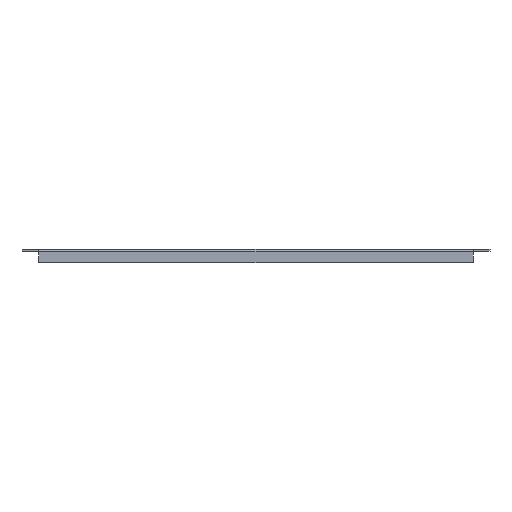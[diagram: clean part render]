
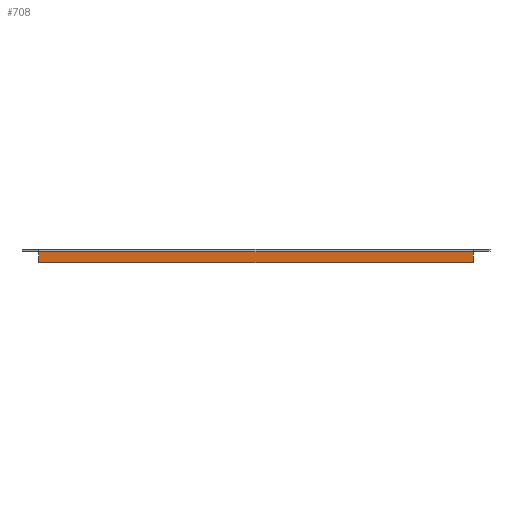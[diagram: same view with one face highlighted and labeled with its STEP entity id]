
A CAD part, front view. The second image highlights one B-rep face of the part: STEP entity #708.
In plain terms, the highlighted planar face has unit normal (0, -1, 0).
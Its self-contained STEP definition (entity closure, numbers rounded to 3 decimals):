
#22 = CARTESIAN_POINT ( 'NONE',  ( 26., -229.5, -20. ) ) ;
#33 = CARTESIAN_POINT ( 'NONE',  ( 691.5, -229.5, -20. ) ) ;
#106 = DIRECTION ( 'NONE',  ( -1., 0., 0. ) ) ;
#111 = EDGE_LOOP ( 'NONE', ( #244, #922, #1077, #1314 ) ) ;
#134 = VERTEX_POINT ( 'NONE', #730 ) ;
#244 = ORIENTED_EDGE ( 'NONE', *, *, #1455, .F. ) ;
#368 = PLANE ( 'NONE',  #628 ) ;
#513 = EDGE_CURVE ( 'NONE', #134, #1151, #1642, .T. ) ;
#530 = CARTESIAN_POINT ( 'NONE',  ( 26., -229.5, -2.5 ) ) ;
#564 = LINE ( 'NONE', #583, #1696 ) ;
#583 = CARTESIAN_POINT ( 'NONE',  ( 691.5, -229.5, -20. ) ) ;
#628 = AXIS2_PLACEMENT_3D ( 'NONE', #1487, #1057, #641 ) ;
#631 = CARTESIAN_POINT ( 'NONE',  ( 26., -229.5, -3.5 ) ) ;
#641 = DIRECTION ( 'NONE',  ( 0., 0., -1. ) ) ;
#708 = ADVANCED_FACE ( 'NONE', ( #1596 ), #368, .T. ) ;
#730 = CARTESIAN_POINT ( 'NONE',  ( 691.5, -229.5, -3.5 ) ) ;
#841 = VECTOR ( 'NONE', #106, 1000. ) ;
#860 = VERTEX_POINT ( 'NONE', #1094 ) ;
#879 = DIRECTION ( 'NONE',  ( 0., 0., -1. ) ) ;
#922 = ORIENTED_EDGE ( 'NONE', *, *, #513, .T. ) ;
#1057 = DIRECTION ( 'NONE',  ( 0., -1., 0. ) ) ;
#1077 = ORIENTED_EDGE ( 'NONE', *, *, #1298, .F. ) ;
#1094 = CARTESIAN_POINT ( 'NONE',  ( 26., -229.5, -20. ) ) ;
#1151 = VERTEX_POINT ( 'NONE', #631 ) ;
#1201 = VECTOR ( 'NONE', #1415, 1000. ) ;
#1213 = DIRECTION ( 'NONE',  ( 0., 0., 1. ) ) ;
#1298 = EDGE_CURVE ( 'NONE', #860, #1151, #1794, .T. ) ;
#1314 = ORIENTED_EDGE ( 'NONE', *, *, #1453, .F. ) ;
#1354 = VERTEX_POINT ( 'NONE', #33 ) ;
#1405 = LINE ( 'NONE', #22, #1201 ) ;
#1415 = DIRECTION ( 'NONE',  ( -1., 0., 0. ) ) ;
#1453 = EDGE_CURVE ( 'NONE', #1354, #860, #1405, .T. ) ;
#1455 = EDGE_CURVE ( 'NONE', #134, #1354, #564, .T. ) ;
#1487 = CARTESIAN_POINT ( 'NONE',  ( 0., -229.5, 0. ) ) ;
#1502 = CARTESIAN_POINT ( 'NONE',  ( 0., -229.5, -3.5 ) ) ;
#1596 = FACE_OUTER_BOUND ( 'NONE', #111, .T. ) ;
#1642 = LINE ( 'NONE', #1502, #841 ) ;
#1696 = VECTOR ( 'NONE', #879, 1000. ) ;
#1744 = VECTOR ( 'NONE', #1213, 1000. ) ;
#1794 = LINE ( 'NONE', #530, #1744 ) ;
